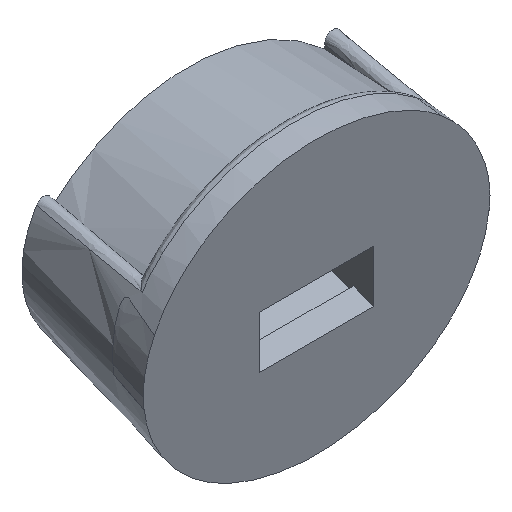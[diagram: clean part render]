
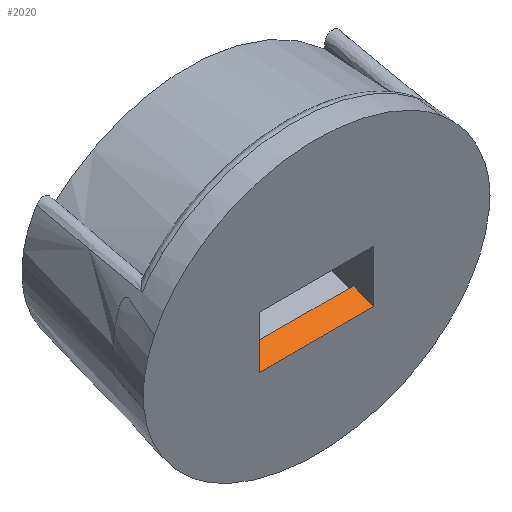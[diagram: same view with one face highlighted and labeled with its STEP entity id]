
A CAD part, isometric view. The second image highlights one B-rep face of the part: STEP entity #2020.
In plain terms, the highlighted planar face has unit normal (0, -0.342, 0.94).
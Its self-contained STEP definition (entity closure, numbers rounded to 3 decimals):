
#84 = EDGE_CURVE ( 'NONE', #287, #480, #1934, .T. ) ;
#113 = EDGE_CURVE ( 'NONE', #281, #1031, #942, .T. ) ;
#234 = EDGE_LOOP ( 'NONE', ( #1732, #1734, #1647, #560 ) ) ;
#252 = VECTOR ( 'NONE', #1101, 1000. ) ;
#281 = VERTEX_POINT ( 'NONE', #1143 ) ;
#287 = VERTEX_POINT ( 'NONE', #1524 ) ;
#333 = CARTESIAN_POINT ( 'NONE',  ( -3.5, 11.52, -1.032 ) ) ;
#438 = VECTOR ( 'NONE', #502, 1000. ) ;
#480 = VERTEX_POINT ( 'NONE', #1915 ) ;
#490 = CARTESIAN_POINT ( 'NONE',  ( 3.5, 12.78, -0.574 ) ) ;
#502 = DIRECTION ( 'NONE',  ( 1., 0., 0. ) ) ;
#560 = ORIENTED_EDGE ( 'NONE', *, *, #2248, .F. ) ;
#645 = CARTESIAN_POINT ( 'NONE',  ( 3.5, 12.78, -0.574 ) ) ;
#753 = EDGE_CURVE ( 'NONE', #480, #281, #1954, .T. ) ;
#885 = VECTOR ( 'NONE', #2272, 1000. ) ;
#942 = LINE ( 'NONE', #1002, #885 ) ;
#1002 = CARTESIAN_POINT ( 'NONE',  ( 0., 11.52, -1.032 ) ) ;
#1026 = DIRECTION ( 'NONE',  ( 0., 0.342, -0.94 ) ) ;
#1031 = VERTEX_POINT ( 'NONE', #333 ) ;
#1101 = DIRECTION ( 'NONE',  ( 0., 0.94, 0.342 ) ) ;
#1143 = CARTESIAN_POINT ( 'NONE',  ( 3.5, 11.52, -1.032 ) ) ;
#1248 = DIRECTION ( 'NONE',  ( 0., -0.94, -0.342 ) ) ;
#1298 = CARTESIAN_POINT ( 'NONE',  ( -3.5, 12.78, -0.574 ) ) ;
#1524 = CARTESIAN_POINT ( 'NONE',  ( -3.5, 12.78, -0.574 ) ) ;
#1573 = PLANE ( 'NONE',  #2304 ) ;
#1647 = ORIENTED_EDGE ( 'NONE', *, *, #84, .F. ) ;
#1732 = ORIENTED_EDGE ( 'NONE', *, *, #113, .F. ) ;
#1734 = ORIENTED_EDGE ( 'NONE', *, *, #753, .F. ) ;
#1747 = LINE ( 'NONE', #1298, #252 ) ;
#1915 = CARTESIAN_POINT ( 'NONE',  ( 3.5, 12.78, -0.574 ) ) ;
#1930 = FACE_OUTER_BOUND ( 'NONE', #234, .T. ) ;
#1934 = LINE ( 'NONE', #645, #438 ) ;
#1954 = LINE ( 'NONE', #490, #2307 ) ;
#2020 = ADVANCED_FACE ( 'NONE', ( #1930 ), #1573, .F. ) ;
#2121 = CARTESIAN_POINT ( 'NONE',  ( 0., 1.679, -4.614 ) ) ;
#2248 = EDGE_CURVE ( 'NONE', #1031, #287, #1747, .T. ) ;
#2272 = DIRECTION ( 'NONE',  ( -1., 0., 0. ) ) ;
#2298 = DIRECTION ( 'NONE',  ( 0., 0.94, 0.342 ) ) ;
#2304 = AXIS2_PLACEMENT_3D ( 'NONE', #2121, #1026, #2298 ) ;
#2307 = VECTOR ( 'NONE', #1248, 1000. ) ;
